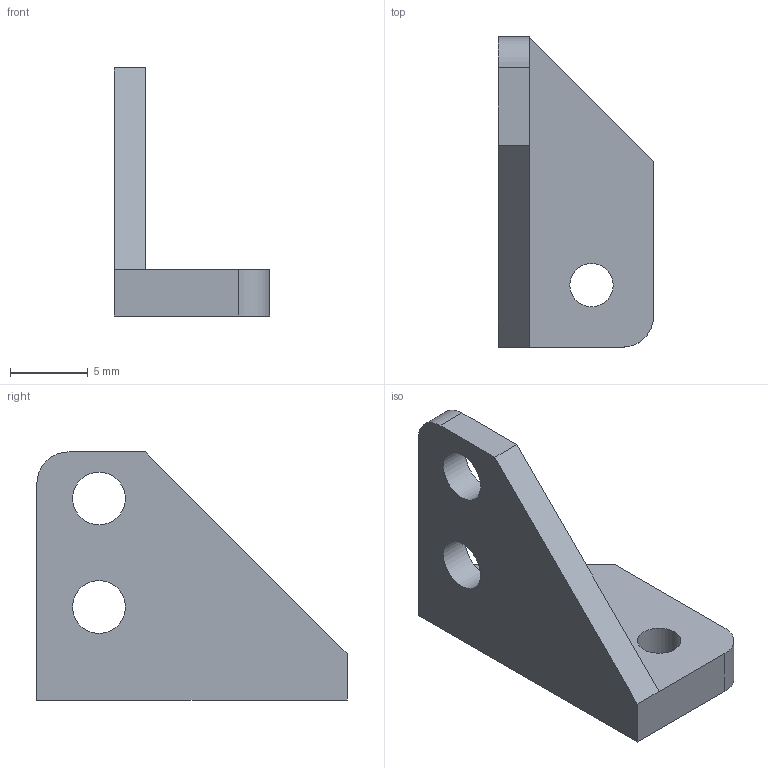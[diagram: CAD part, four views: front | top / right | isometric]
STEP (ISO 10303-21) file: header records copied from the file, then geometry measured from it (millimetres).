
FILE_DESCRIPTION(('FreeCAD Model'),'2;1');
FILE_NAME('Open CASCADE Shape Model','2023-04-22T11:07:51',('Author'),( ''),'Open CASCADE STEP processor 7.5','FreeCAD','Unknown');
FILE_SCHEMA(('AUTOMOTIVE_DESIGN { 1 0 10303 214 1 1 1 1 }'));
Length unit declared in the file: millimetre
Products named in the file (1): endstop.holder
Bounding box: 10 x 20 x 16 mm (x, y, z)
Volume: 795.9 mm3; surface area: 902.5 mm2
Topology: 1 solids, 1 shells, 15 faces, 37 edges, 24 vertices
Faces by surface type: plane 10, cylinder 5
Full cylindrical faces by diameter (mm): 2.8 x1, 3.4 x2
Entity records: 964 total; most frequent: CARTESIAN_POINT 165, DIRECTION 149, LINE 89, VECTOR 89, ORIENTED_EDGE 74, PCURVE 74, DEFINITIONAL_REPRESENTATION 74, EDGE_CURVE 37
